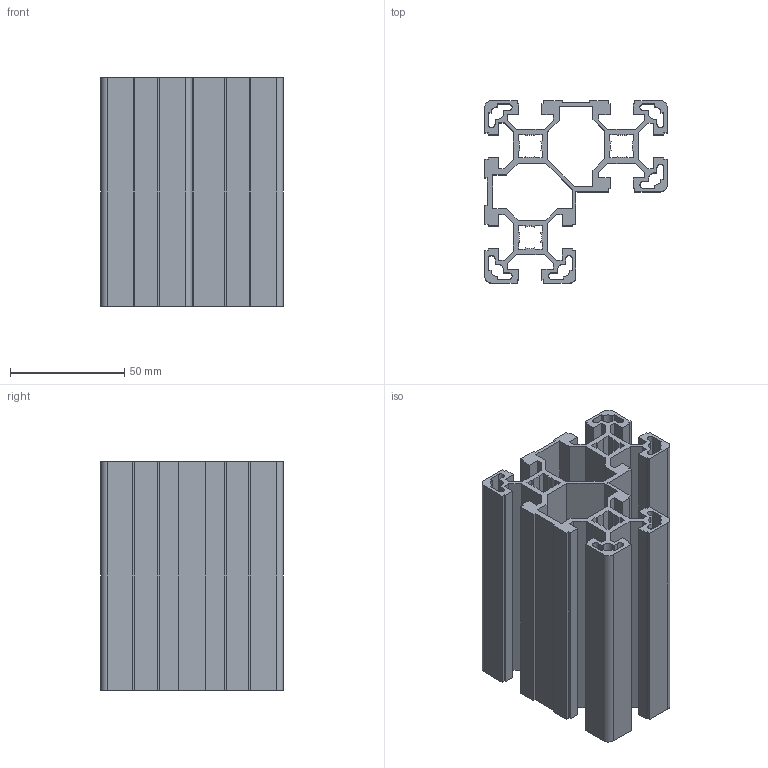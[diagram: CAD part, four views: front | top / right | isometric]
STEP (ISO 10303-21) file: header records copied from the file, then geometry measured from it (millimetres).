
FILE_DESCRIPTION (( 'STEP AP203' ), '1' );
FILE_NAME ('AL-PS-408080 Àëþìèíèåâûé êîíñòðóêöèîííûé ïðîôèëü 40õ80õ80.STEP', '2023-11-07T05:25:39', ( '' ), ( '' ), 'SwSTEP 2.0', 'SolidWorks 2021', '' );
FILE_SCHEMA (( 'CONFIG_CONTROL_DESIGN' ));
Length unit declared in the file: millimetre
Products named in the file (1): AL-PS-408080 Àëþìèíèåâûé êîíñòðóêöèîííûé ïðîôèëü 40õ80õ80
Bounding box: 80 x 80 x 100 mm (x, y, z)
Volume: 141640.9 mm3; surface area: 120088.8 mm2
Topology: 1 solids, 1 shells, 278 faces, 828 edges, 552 vertices
Faces by surface type: plane 241, cylinder 37
Entity records: 9323 total; most frequent: CARTESIAN_POINT 1659, ORIENTED_EDGE 1656, DIRECTION 1460, EDGE_CURVE 828, VECTOR 754, LINE 754, VERTEX_POINT 552, AXIS2_PLACEMENT_3D 353
